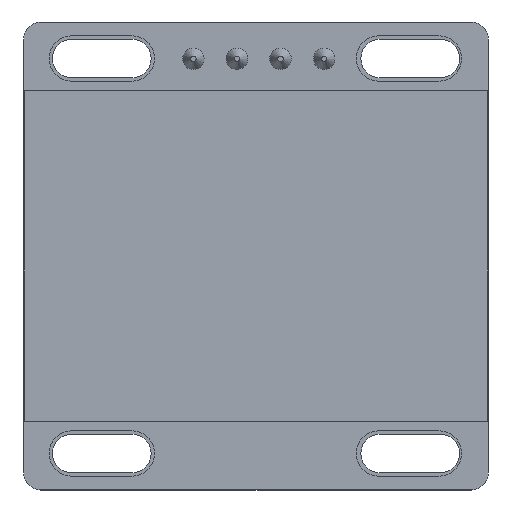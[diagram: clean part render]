
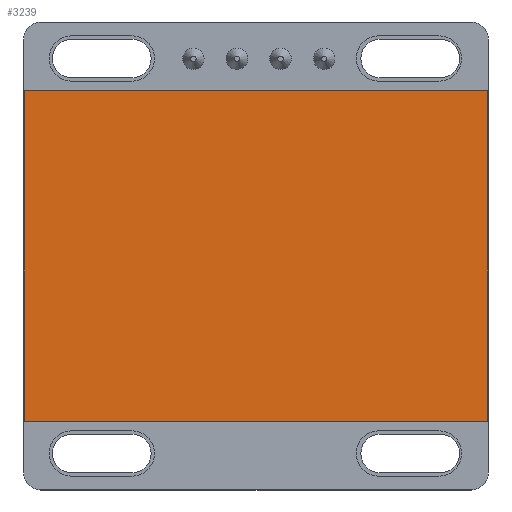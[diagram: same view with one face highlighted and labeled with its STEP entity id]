
A CAD part, top view. The second image highlights one B-rep face of the part: STEP entity #3239.
In plain terms, the highlighted planar face has unit normal (0, 0, 1).
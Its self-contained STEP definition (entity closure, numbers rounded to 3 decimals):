
#144=PLANE('',#3598);
#333=FACE_OUTER_BOUND('',#547,.T.);
#547=EDGE_LOOP('',(#2695,#2696,#2697,#2698));
#843=LINE('',#5454,#1134);
#844=LINE('',#5456,#1135);
#845=LINE('',#5458,#1136);
#846=LINE('',#5459,#1137);
#1134=VECTOR('',#4456,10.);
#1135=VECTOR('',#4457,10.);
#1136=VECTOR('',#4458,10.);
#1137=VECTOR('',#4459,10.);
#1568=VERTEX_POINT('',#5452);
#1569=VERTEX_POINT('',#5453);
#1570=VERTEX_POINT('',#5455);
#1571=VERTEX_POINT('',#5457);
#1980=EDGE_CURVE('',#1568,#1569,#843,.T.);
#1981=EDGE_CURVE('',#1569,#1570,#844,.T.);
#1982=EDGE_CURVE('',#1570,#1571,#845,.T.);
#1983=EDGE_CURVE('',#1571,#1568,#846,.T.);
#2695=ORIENTED_EDGE('',*,*,#1980,.T.);
#2696=ORIENTED_EDGE('',*,*,#1981,.T.);
#2697=ORIENTED_EDGE('',*,*,#1982,.T.);
#2698=ORIENTED_EDGE('',*,*,#1983,.T.);
#3239=ADVANCED_FACE('',(#333),#144,.T.);
#3598=AXIS2_PLACEMENT_3D('',#5451,#4454,#4455);
#4454=DIRECTION('center_axis',(0.,0.,1.));
#4455=DIRECTION('ref_axis',(1.,0.,0.));
#4456=DIRECTION('',(1.,0.,0.));
#4457=DIRECTION('',(0.,1.,0.));
#4458=DIRECTION('',(-1.,0.,0.));
#4459=DIRECTION('',(0.,-1.,0.));
#5451=CARTESIAN_POINT('Origin',(0.,0.,1.5));
#5452=CARTESIAN_POINT('',(-13.5,-9.625,1.5));
#5453=CARTESIAN_POINT('',(13.5,-9.625,1.5));
#5454=CARTESIAN_POINT('',(13.5,-9.625,1.5));
#5455=CARTESIAN_POINT('',(13.5,9.625,1.5));
#5456=CARTESIAN_POINT('',(13.5,9.625,1.5));
#5457=CARTESIAN_POINT('',(-13.5,9.625,1.5));
#5458=CARTESIAN_POINT('',(-13.5,9.625,1.5));
#5459=CARTESIAN_POINT('',(-13.5,-9.625,1.5));
